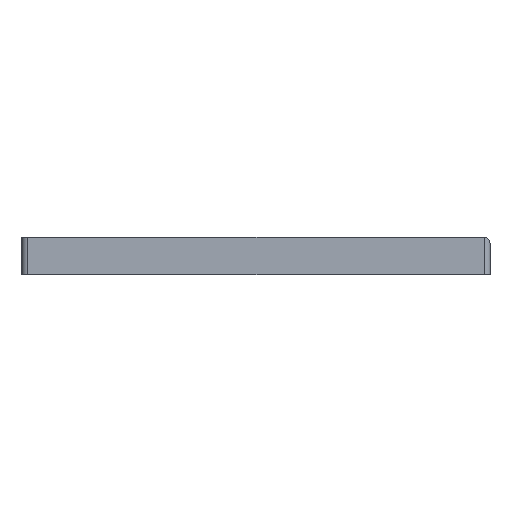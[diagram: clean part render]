
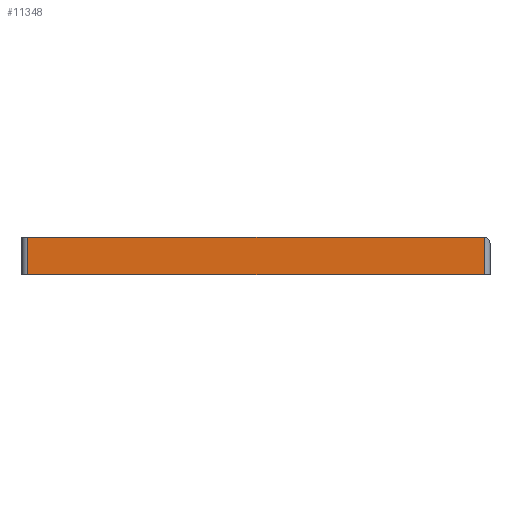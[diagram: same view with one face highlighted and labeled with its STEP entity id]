
A CAD part, left-side view. The second image highlights one B-rep face of the part: STEP entity #11348.
In plain terms, the highlighted planar face has unit normal (-1, 0, 0).
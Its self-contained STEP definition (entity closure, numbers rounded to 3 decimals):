
#654 = PLANE('',#655);
#655 = AXIS2_PLACEMENT_3D('',#656,#657,#658);
#656 = CARTESIAN_POINT('',(0.,-197.5,0.));
#657 = DIRECTION('',(0.,0.,1.));
#658 = DIRECTION('',(1.,0.,0.));
#2423 = PLANE('',#2424);
#2424 = AXIS2_PLACEMENT_3D('',#2425,#2426,#2427);
#2425 = CARTESIAN_POINT('',(0.,-197.5,16.));
#2426 = DIRECTION('',(0.,0.,1.));
#2427 = DIRECTION('',(1.,0.,0.));
#4320 = VERTEX_POINT('',#4321);
#4321 = CARTESIAN_POINT('',(0.,-197.5,0.));
#4340 = CYLINDRICAL_SURFACE('',#4341,2.5);
#4341 = AXIS2_PLACEMENT_3D('',#4342,#4343,#4344);
#4342 = CARTESIAN_POINT('',(2.5,-197.5,0.));
#4343 = DIRECTION('',(0.,0.,1.));
#4344 = DIRECTION('',(1.,0.,0.));
#4374 = EDGE_CURVE('',#4375,#4320,#4377,.T.);
#4375 = VERTEX_POINT('',#4376);
#4376 = CARTESIAN_POINT('',(0.,-2.5,0.)
  );
#4377 = SURFACE_CURVE('',#4378,(#4382,#4389),.PCURVE_S1.);
#4378 = LINE('',#4379,#4380);
#4379 = CARTESIAN_POINT('',(0.,-197.5,0.));
#4380 = VECTOR('',#4381,1.);
#4381 = DIRECTION('',(0.,-1.,0.));
#4382 = PCURVE('',#654,#4383);
#4383 = DEFINITIONAL_REPRESENTATION('',(#4384),#4388);
#4384 = LINE('',#4385,#4386);
#4385 = CARTESIAN_POINT('',(0.,0.));
#4386 = VECTOR('',#4387,1.);
#4387 = DIRECTION('',(0.,-1.));
#4388 = ( GEOMETRIC_REPRESENTATION_CONTEXT(2) 
PARAMETRIC_REPRESENTATION_CONTEXT() REPRESENTATION_CONTEXT('2D SPACE',''
  ) );
#4389 = PCURVE('',#4390,#4395);
#4390 = PLANE('',#4391);
#4391 = AXIS2_PLACEMENT_3D('',#4392,#4393,#4394);
#4392 = CARTESIAN_POINT('',(0.,-197.5,0.));
#4393 = DIRECTION('',(-1.,0.,0.));
#4394 = DIRECTION('',(0.,0.,1.));
#4395 = DEFINITIONAL_REPRESENTATION('',(#4396),#4400);
#4396 = LINE('',#4397,#4398);
#4397 = CARTESIAN_POINT('',(0.,0.));
#4398 = VECTOR('',#4399,1.);
#4399 = DIRECTION('',(0.,-1.));
#4400 = ( GEOMETRIC_REPRESENTATION_CONTEXT(2) 
PARAMETRIC_REPRESENTATION_CONTEXT() REPRESENTATION_CONTEXT('2D SPACE',''
  ) );
#4423 = CYLINDRICAL_SURFACE('',#4424,2.5);
#4424 = AXIS2_PLACEMENT_3D('',#4425,#4426,#4427);
#4425 = CARTESIAN_POINT('',(2.5,-2.5,0.));
#4426 = DIRECTION('',(0.,0.,-1.));
#4427 = DIRECTION('',(-1.,0.,0.));
#11348 = ADVANCED_FACE('',(#11349),#4390,.T.);
#11349 = FACE_BOUND('',#11350,.T.);
#11350 = EDGE_LOOP('',(#11351,#11352,#11397,#11420));
#11351 = ORIENTED_EDGE('',*,*,#4374,.T.);
#11352 = ORIENTED_EDGE('',*,*,#11353,.T.);
#11353 = EDGE_CURVE('',#4320,#11354,#11356,.T.);
#11354 = VERTEX_POINT('',#11355);
#11355 = CARTESIAN_POINT('',(0.,-197.5,16.));
#11356 = SURFACE_CURVE('',#11357,(#11361,#11368),.PCURVE_S1.);
#11357 = LINE('',#11358,#11359);
#11358 = CARTESIAN_POINT('',(0.,-197.5,16.));
#11359 = VECTOR('',#11360,1.);
#11360 = DIRECTION('',(0.,0.,1.));
#11361 = PCURVE('',#4390,#11362);
#11362 = DEFINITIONAL_REPRESENTATION('',(#11363),#11367);
#11363 = LINE('',#11364,#11365);
#11364 = CARTESIAN_POINT('',(16.,0.));
#11365 = VECTOR('',#11366,1.);
#11366 = DIRECTION('',(1.,0.));
#11367 = ( GEOMETRIC_REPRESENTATION_CONTEXT(2) 
PARAMETRIC_REPRESENTATION_CONTEXT() REPRESENTATION_CONTEXT('2D SPACE',''
  ) );
#11368 = PCURVE('',#4340,#11369);
#11369 = DEFINITIONAL_REPRESENTATION('',(#11370),#11396);
#11370 = B_SPLINE_CURVE_WITH_KNOTS('',3,(#11371,#11372,#11373,#11374,
    #11375,#11376,#11377,#11378,#11379,#11380,#11381,#11382,#11383,
    #11384,#11385,#11386,#11387,#11388,#11389,#11390,#11391,#11392,
    #11393,#11394,#11395),.UNSPECIFIED.,.F.,.F.,(4,1,1,1,1,1,1,1,1,1,1,1
    ,1,1,1,1,1,1,1,1,1,1,4),(-16.,-15.273,-14.545,
    -13.818,-13.091,-12.364,-11.636,
    -10.909,-10.182,-9.455,-8.727,-8.,
    -7.273,-6.545,-5.818,-5.091,
    -4.364,-3.636,-2.909,-2.182,
    -1.455,-0.727,0.),.UNSPECIFIED.);
#11371 = CARTESIAN_POINT('',(3.142,0.));
#11372 = CARTESIAN_POINT('',(3.142,0.242));
#11373 = CARTESIAN_POINT('',(3.142,0.727));
#11374 = CARTESIAN_POINT('',(3.142,1.455));
#11375 = CARTESIAN_POINT('',(3.142,2.182));
#11376 = CARTESIAN_POINT('',(3.142,2.909));
#11377 = CARTESIAN_POINT('',(3.142,3.636));
#11378 = CARTESIAN_POINT('',(3.142,4.364));
#11379 = CARTESIAN_POINT('',(3.142,5.091));
#11380 = CARTESIAN_POINT('',(3.142,5.818));
#11381 = CARTESIAN_POINT('',(3.142,6.545));
#11382 = CARTESIAN_POINT('',(3.142,7.273));
#11383 = CARTESIAN_POINT('',(3.142,8.));
#11384 = CARTESIAN_POINT('',(3.142,8.727));
#11385 = CARTESIAN_POINT('',(3.142,9.455));
#11386 = CARTESIAN_POINT('',(3.142,10.182));
#11387 = CARTESIAN_POINT('',(3.142,10.909));
#11388 = CARTESIAN_POINT('',(3.142,11.636));
#11389 = CARTESIAN_POINT('',(3.142,12.364));
#11390 = CARTESIAN_POINT('',(3.142,13.091));
#11391 = CARTESIAN_POINT('',(3.142,13.818));
#11392 = CARTESIAN_POINT('',(3.142,14.545));
#11393 = CARTESIAN_POINT('',(3.142,15.273));
#11394 = CARTESIAN_POINT('',(3.142,15.758));
#11395 = CARTESIAN_POINT('',(3.142,16.));
#11396 = ( GEOMETRIC_REPRESENTATION_CONTEXT(2) 
PARAMETRIC_REPRESENTATION_CONTEXT() REPRESENTATION_CONTEXT('2D SPACE',''
  ) );
#11397 = ORIENTED_EDGE('',*,*,#11398,.F.);
#11398 = EDGE_CURVE('',#11399,#11354,#11401,.T.);
#11399 = VERTEX_POINT('',#11400);
#11400 = CARTESIAN_POINT('',(0.,-2.5,16.));
#11401 = SURFACE_CURVE('',#11402,(#11406,#11413),.PCURVE_S1.);
#11402 = LINE('',#11403,#11404);
#11403 = CARTESIAN_POINT('',(0.,-197.5,16.));
#11404 = VECTOR('',#11405,1.);
#11405 = DIRECTION('',(0.,-1.,0.));
#11406 = PCURVE('',#4390,#11407);
#11407 = DEFINITIONAL_REPRESENTATION('',(#11408),#11412);
#11408 = LINE('',#11409,#11410);
#11409 = CARTESIAN_POINT('',(16.,0.));
#11410 = VECTOR('',#11411,1.);
#11411 = DIRECTION('',(0.,-1.));
#11412 = ( GEOMETRIC_REPRESENTATION_CONTEXT(2) 
PARAMETRIC_REPRESENTATION_CONTEXT() REPRESENTATION_CONTEXT('2D SPACE',''
  ) );
#11413 = PCURVE('',#2423,#11414);
#11414 = DEFINITIONAL_REPRESENTATION('',(#11415),#11419);
#11415 = LINE('',#11416,#11417);
#11416 = CARTESIAN_POINT('',(0.,0.));
#11417 = VECTOR('',#11418,1.);
#11418 = DIRECTION('',(0.,-1.));
#11419 = ( GEOMETRIC_REPRESENTATION_CONTEXT(2) 
PARAMETRIC_REPRESENTATION_CONTEXT() REPRESENTATION_CONTEXT('2D SPACE',''
  ) );
#11420 = ORIENTED_EDGE('',*,*,#11421,.T.);
#11421 = EDGE_CURVE('',#11399,#4375,#11422,.T.);
#11422 = SURFACE_CURVE('',#11423,(#11427,#11434),.PCURVE_S1.);
#11423 = LINE('',#11424,#11425);
#11424 = CARTESIAN_POINT('',(0.,-2.5,0.
    ));
#11425 = VECTOR('',#11426,1.);
#11426 = DIRECTION('',(0.,0.,-1.));
#11427 = PCURVE('',#4390,#11428);
#11428 = DEFINITIONAL_REPRESENTATION('',(#11429),#11433);
#11429 = LINE('',#11430,#11431);
#11430 = CARTESIAN_POINT('',(0.,195.));
#11431 = VECTOR('',#11432,1.);
#11432 = DIRECTION('',(-1.,0.));
#11433 = ( GEOMETRIC_REPRESENTATION_CONTEXT(2) 
PARAMETRIC_REPRESENTATION_CONTEXT() REPRESENTATION_CONTEXT('2D SPACE',''
  ) );
#11434 = PCURVE('',#4423,#11435);
#11435 = DEFINITIONAL_REPRESENTATION('',(#11436),#11462);
#11436 = B_SPLINE_CURVE_WITH_KNOTS('',3,(#11437,#11438,#11439,#11440,
    #11441,#11442,#11443,#11444,#11445,#11446,#11447,#11448,#11449,
    #11450,#11451,#11452,#11453,#11454,#11455,#11456,#11457,#11458,
    #11459,#11460,#11461),.UNSPECIFIED.,.F.,.F.,(4,1,1,1,1,1,1,1,1,1,1,1
    ,1,1,1,1,1,1,1,1,1,1,4),(-16.,-15.273,-14.545,
    -13.818,-13.091,-12.364,-11.636,
    -10.909,-10.182,-9.455,-8.727,-8.,
    -7.273,-6.545,-5.818,-5.091,
    -4.364,-3.636,-2.909,-2.182,
    -1.455,-0.727,0.),.UNSPECIFIED.);
#11437 = CARTESIAN_POINT('',(0.,-16.));
#11438 = CARTESIAN_POINT('',(0.,-15.758));
#11439 = CARTESIAN_POINT('',(0.,-15.273));
#11440 = CARTESIAN_POINT('',(0.,-14.545));
#11441 = CARTESIAN_POINT('',(0.,-13.818));
#11442 = CARTESIAN_POINT('',(0.,-13.091));
#11443 = CARTESIAN_POINT('',(0.,-12.364));
#11444 = CARTESIAN_POINT('',(0.,-11.636));
#11445 = CARTESIAN_POINT('',(0.,-10.909));
#11446 = CARTESIAN_POINT('',(0.,-10.182));
#11447 = CARTESIAN_POINT('',(0.,-9.455));
#11448 = CARTESIAN_POINT('',(0.,-8.727));
#11449 = CARTESIAN_POINT('',(0.,-8.));
#11450 = CARTESIAN_POINT('',(0.,-7.273));
#11451 = CARTESIAN_POINT('',(0.,-6.545));
#11452 = CARTESIAN_POINT('',(0.,-5.818));
#11453 = CARTESIAN_POINT('',(0.,-5.091));
#11454 = CARTESIAN_POINT('',(0.,-4.364));
#11455 = CARTESIAN_POINT('',(0.,-3.636));
#11456 = CARTESIAN_POINT('',(0.,-2.909));
#11457 = CARTESIAN_POINT('',(0.,-2.182));
#11458 = CARTESIAN_POINT('',(0.,-1.455));
#11459 = CARTESIAN_POINT('',(0.,-0.727));
#11460 = CARTESIAN_POINT('',(0.,-0.242));
#11461 = CARTESIAN_POINT('',(0.,0.));
#11462 = ( GEOMETRIC_REPRESENTATION_CONTEXT(2) 
PARAMETRIC_REPRESENTATION_CONTEXT() REPRESENTATION_CONTEXT('2D SPACE',''
  ) );
